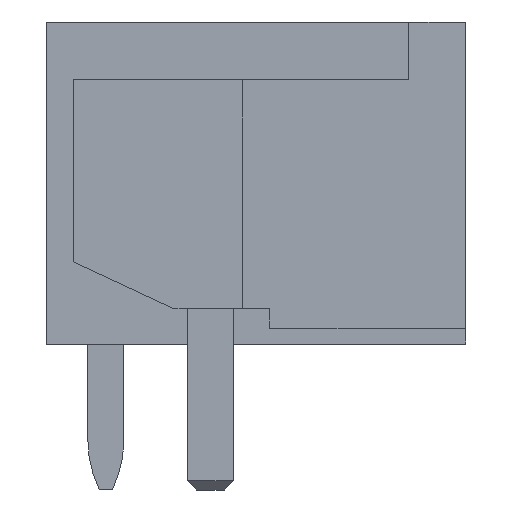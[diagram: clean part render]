
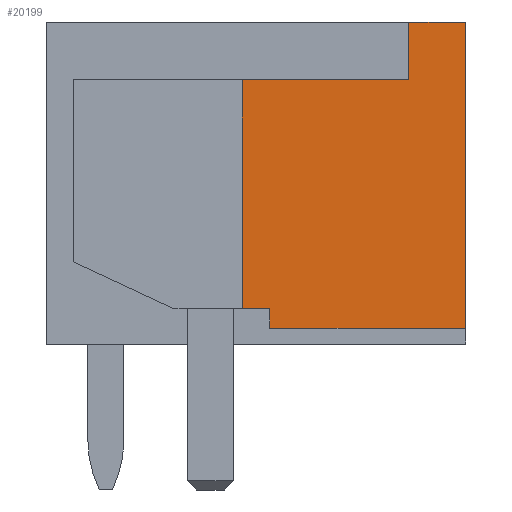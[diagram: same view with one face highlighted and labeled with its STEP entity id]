
A CAD part, left-side view. The second image highlights one B-rep face of the part: STEP entity #20199.
In plain terms, the highlighted planar face has unit normal (-1, 0, 0).
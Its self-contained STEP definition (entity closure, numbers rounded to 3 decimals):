
#20168=AXIS2_PLACEMENT_3D('Plane Axis2P3D',#20165,#20166,#20167) ;
#852=CARTESIAN_POINT('Vertex',(0.,0.,10.27)) ;
#855=CARTESIAN_POINT('Line Origine',(0.,0.,6.91)) ;
#859=CARTESIAN_POINT('Vertex',(0.,0.,3.55)) ;
#2878=CARTESIAN_POINT('Vertex',(0.,1.25,10.27)) ;
#2881=CARTESIAN_POINT('Line Origine',(0.,0.625,10.27)) ;
#20102=CARTESIAN_POINT('Vertex',(0.,4.3,3.55)) ;
#20105=CARTESIAN_POINT('Line Origine',(0.,4.3,3.765)) ;
#20109=CARTESIAN_POINT('Vertex',(0.,4.3,3.98)) ;
#20129=CARTESIAN_POINT('Line Origine',(0.,2.15,3.55)) ;
#20150=CARTESIAN_POINT('Vertex',(0.,1.25,9.)) ;
#20153=CARTESIAN_POINT('Line Origine',(0.,1.25,9.635)) ;
#20165=CARTESIAN_POINT('Axis2P3D Location',(0.,0.,0.)) ;
#20170=CARTESIAN_POINT('Line Origine',(0.,4.6,3.98)) ;
#20174=CARTESIAN_POINT('Vertex',(0.,4.9,3.98)) ;
#20177=CARTESIAN_POINT('Line Origine',(0.,3.075,9.)) ;
#20181=CARTESIAN_POINT('Vertex',(0.,4.9,9.)) ;
#20184=CARTESIAN_POINT('Line Origine',(0.,4.9,6.49)) ;
#856=DIRECTION('Vector Direction',(0.,0.,-1.)) ;
#2882=DIRECTION('Vector Direction',(0.,-1.,0.)) ;
#20106=DIRECTION('Vector Direction',(0.,0.,1.)) ;
#20130=DIRECTION('Vector Direction',(0.,1.,0.)) ;
#20154=DIRECTION('Vector Direction',(0.,0.,1.)) ;
#20166=DIRECTION('Axis2P3D Direction',(-1.,0.,0.)) ;
#20167=DIRECTION('Axis2P3D XDirection',(0.,-1.,0.)) ;
#20171=DIRECTION('Vector Direction',(0.,1.,0.)) ;
#20178=DIRECTION('Vector Direction',(0.,-1.,0.)) ;
#20185=DIRECTION('Vector Direction',(0.,0.,-1.)) ;
#857=VECTOR('Line Direction',#856,1.) ;
#2883=VECTOR('Line Direction',#2882,1.) ;
#20107=VECTOR('Line Direction',#20106,1.) ;
#20131=VECTOR('Line Direction',#20130,1.) ;
#20155=VECTOR('Line Direction',#20154,1.) ;
#20172=VECTOR('Line Direction',#20171,1.) ;
#20179=VECTOR('Line Direction',#20178,1.) ;
#20186=VECTOR('Line Direction',#20185,1.) ;
#20190=ORIENTED_EDGE('',*,*,#20176,.T.) ;
#20191=ORIENTED_EDGE('',*,*,#20111,.T.) ;
#20192=ORIENTED_EDGE('',*,*,#20133,.T.) ;
#20193=ORIENTED_EDGE('',*,*,#861,.T.) ;
#20194=ORIENTED_EDGE('',*,*,#2885,.T.) ;
#20195=ORIENTED_EDGE('',*,*,#20157,.T.) ;
#20196=ORIENTED_EDGE('',*,*,#20183,.T.) ;
#20197=ORIENTED_EDGE('',*,*,#20188,.T.) ;
#20199=ADVANCED_FACE('HOUSING',(#20198),#20169,.T.) ;
#861=EDGE_CURVE('',#860,#853,#858,.F.) ;
#2885=EDGE_CURVE('',#853,#2879,#2884,.F.) ;
#20111=EDGE_CURVE('',#20110,#20103,#20108,.F.) ;
#20133=EDGE_CURVE('',#20103,#860,#20132,.F.) ;
#20157=EDGE_CURVE('',#2879,#20151,#20156,.F.) ;
#20176=EDGE_CURVE('',#20175,#20110,#20173,.F.) ;
#20183=EDGE_CURVE('',#20151,#20182,#20180,.F.) ;
#20188=EDGE_CURVE('',#20182,#20175,#20187,.T.) ;
#20189=EDGE_LOOP('',(#20190,#20191,#20192,#20193,#20194,#20195,#20196,#20197)) ;
#20198=FACE_OUTER_BOUND('',#20189,.T.) ;
#858=LINE('Line',#855,#857) ;
#2884=LINE('Line',#2881,#2883) ;
#20108=LINE('Line',#20105,#20107) ;
#20132=LINE('Line',#20129,#20131) ;
#20156=LINE('Line',#20153,#20155) ;
#20173=LINE('Line',#20170,#20172) ;
#20180=LINE('Line',#20177,#20179) ;
#20187=LINE('Line',#20184,#20186) ;
#20169=PLANE('',#20168) ;
#853=VERTEX_POINT('',#852) ;
#860=VERTEX_POINT('',#859) ;
#2879=VERTEX_POINT('',#2878) ;
#20103=VERTEX_POINT('',#20102) ;
#20110=VERTEX_POINT('',#20109) ;
#20151=VERTEX_POINT('',#20150) ;
#20175=VERTEX_POINT('',#20174) ;
#20182=VERTEX_POINT('',#20181) ;
